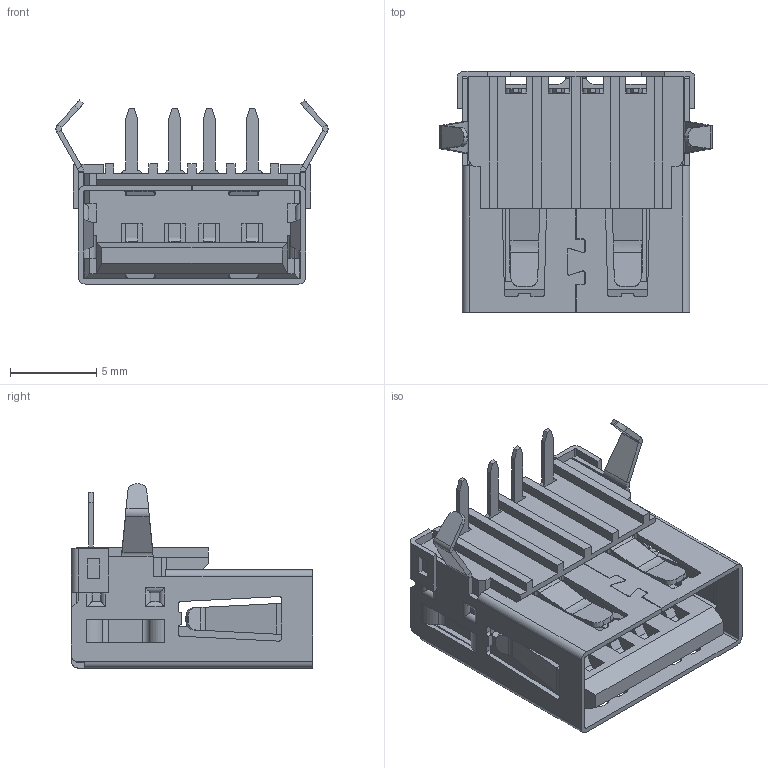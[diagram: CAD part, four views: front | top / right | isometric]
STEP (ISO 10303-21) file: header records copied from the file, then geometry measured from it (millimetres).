
FILE_DESCRIPTION(('STEP AP214'),'1');
FILE_NAME('u221-041n-1wr69-f1.stp','2021-01-08T14:09:45',('TraceParts'),('TraceParts S.A.'),'Spatial InterOp 3D',' ',' ');
FILE_SCHEMA(('AUTOMOTIVE_DESIGN { 1 0 10303 214 1 1 1 1 }'));
Length unit declared in the file: millimetre
Products named in the file (1): u221-041n-1wr69-f1_1
Bounding box: 15.8 x 14 x 10.7 mm (x, y, z)
Volume: 598.6 mm3; surface area: 2123.2 mm2
Topology: 6 solids, 6 shells, 1210 faces, 3355 edges, 2169 vertices
Faces by surface type: plane 902, cylinder 268, bspline 40
Entity records: 39333 total; most frequent: CARTESIAN_POINT 8465, ORIENTED_EDGE 6710, DIRECTION 5926, EDGE_CURVE 3355, LINE 2830, VECTOR 2830, VERTEX_POINT 2169, AXIS2_PLACEMENT_3D 1548
